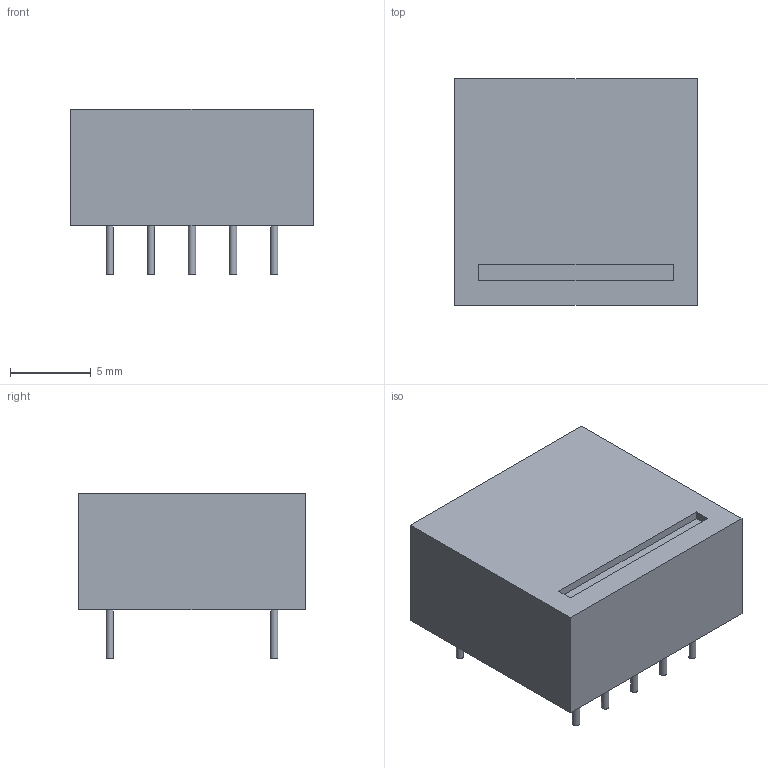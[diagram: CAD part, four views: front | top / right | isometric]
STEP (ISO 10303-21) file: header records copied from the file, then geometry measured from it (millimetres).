
FILE_DESCRIPTION(('STEP AP203'), '1');
FILE_NAME('YD-3621', '', ('UNSPECIFIED'), ('UNSPECIFIED'), 'C3D Converter', 'C3D Toolkit', '');
FILE_SCHEMA(('CONFIG_CONTROL_DESIGN'));
Length unit declared in the file: millimetre
Bounding box: 15 x 14 x 10.2 mm (x, y, z)
Volume: 1510.8 mm3; surface area: 893 mm2
Topology: 1 solids, 1 shells, 31 faces, 54 edges, 36 vertices
Faces by surface type: plane 21, cylinder 10
Full cylindrical faces by diameter (mm): 0.45 x10
Entity records: 986 total; most frequent: DIRECTION 128, CARTESIAN_POINT 112, ORIENTED_EDGE 88, AXIS2_PLACEMENT_3D 52, EDGE_LOOP 52, EDGE_CURVE 44, VERTEX_POINT 36, COLOUR_RGB 32
